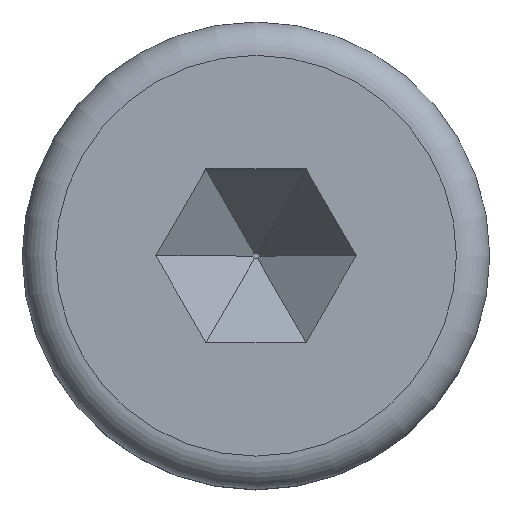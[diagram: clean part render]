
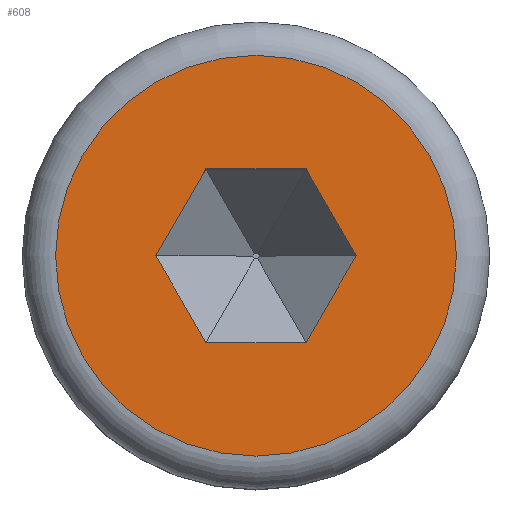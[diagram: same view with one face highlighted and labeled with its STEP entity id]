
A CAD part, top view. The second image highlights one B-rep face of the part: STEP entity #608.
In plain terms, the highlighted planar face has unit normal (0, 0, 1).
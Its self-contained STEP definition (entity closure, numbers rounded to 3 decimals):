
#25=FACE_BOUND('',#113,.T.);
#43=PLANE('',#665);
#76=FACE_OUTER_BOUND('',#112,.T.);
#112=EDGE_LOOP('',(#531));
#113=EDGE_LOOP('',(#532,#533,#534,#535,#536,#537));
#123=CIRCLE('',#664,3.);
#189=LINE('',#1847,#235);
#192=LINE('',#1852,#238);
#194=LINE('',#1856,#240);
#196=LINE('',#1860,#242);
#198=LINE('',#1864,#244);
#200=LINE('',#1867,#246);
#235=VECTOR('',#757,1.5);
#238=VECTOR('',#762,1.5);
#240=VECTOR('',#766,1.5);
#242=VECTOR('',#770,1.5);
#244=VECTOR('',#774,1.5);
#246=VECTOR('',#778,1.5);
#292=VERTEX_POINT('',#1845);
#293=VERTEX_POINT('',#1846);
#294=VERTEX_POINT('',#1851);
#295=VERTEX_POINT('',#1855);
#296=VERTEX_POINT('',#1859);
#297=VERTEX_POINT('',#1863);
#302=VERTEX_POINT('',#5655);
#366=EDGE_CURVE('',#292,#293,#189,.T.);
#369=EDGE_CURVE('',#293,#294,#192,.T.);
#371=EDGE_CURVE('',#294,#295,#194,.T.);
#373=EDGE_CURVE('',#295,#296,#196,.T.);
#375=EDGE_CURVE('',#296,#297,#198,.T.);
#377=EDGE_CURVE('',#297,#292,#200,.T.);
#386=EDGE_CURVE('',#302,#302,#123,.T.);
#531=ORIENTED_EDGE('',*,*,#386,.F.);
#532=ORIENTED_EDGE('',*,*,#377,.F.);
#533=ORIENTED_EDGE('',*,*,#375,.F.);
#534=ORIENTED_EDGE('',*,*,#373,.F.);
#535=ORIENTED_EDGE('',*,*,#371,.F.);
#536=ORIENTED_EDGE('',*,*,#369,.F.);
#537=ORIENTED_EDGE('',*,*,#366,.F.);
#608=ADVANCED_FACE('',(#76,#25),#43,.T.);
#664=AXIS2_PLACEMENT_3D('',#5657,#795,#796);
#665=AXIS2_PLACEMENT_3D('',#5658,#797,#798);
#757=DIRECTION('',(-0.5,0.866,0.));
#762=DIRECTION('',(-1.,0.,0.));
#766=DIRECTION('',(-0.5,-0.866,0.));
#770=DIRECTION('',(0.5,-0.866,0.));
#774=DIRECTION('',(1.,0.,0.));
#778=DIRECTION('',(0.5,0.866,0.));
#795=DIRECTION('center_axis',(0.,0.,-1.));
#796=DIRECTION('ref_axis',(0.,1.,0.));
#797=DIRECTION('center_axis',(0.,0.,1.));
#798=DIRECTION('ref_axis',(0.,-1.,0.));
#1845=CARTESIAN_POINT('',(1.5,0.,0.));
#1846=CARTESIAN_POINT('',(0.75,1.299,0.));
#1847=CARTESIAN_POINT('',(1.5,0.,0.));
#1851=CARTESIAN_POINT('',(-0.75,1.299,0.));
#1852=CARTESIAN_POINT('',(0.75,1.299,0.));
#1855=CARTESIAN_POINT('',(-1.5,0.,0.));
#1856=CARTESIAN_POINT('',(-0.75,1.299,0.));
#1859=CARTESIAN_POINT('',(-0.75,-1.299,0.));
#1860=CARTESIAN_POINT('',(-1.5,0.,0.));
#1863=CARTESIAN_POINT('',(0.75,-1.299,0.));
#1864=CARTESIAN_POINT('',(-0.75,-1.299,0.));
#1867=CARTESIAN_POINT('',(0.75,-1.299,0.));
#5655=CARTESIAN_POINT('',(0.,-3.,0.));
#5657=CARTESIAN_POINT('Origin',(0.,0.,0.));
#5658=CARTESIAN_POINT('Origin',(0.,0.,0.));
